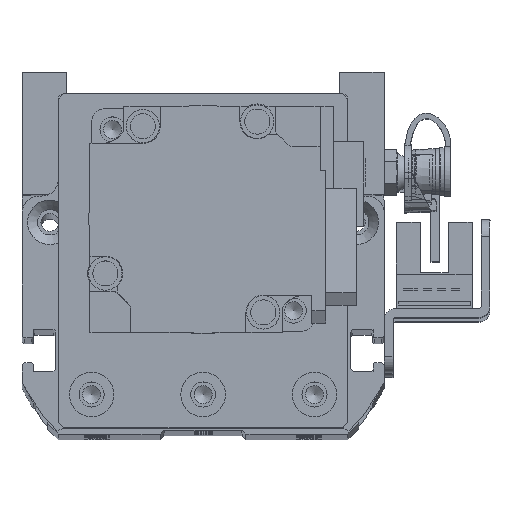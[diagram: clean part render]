
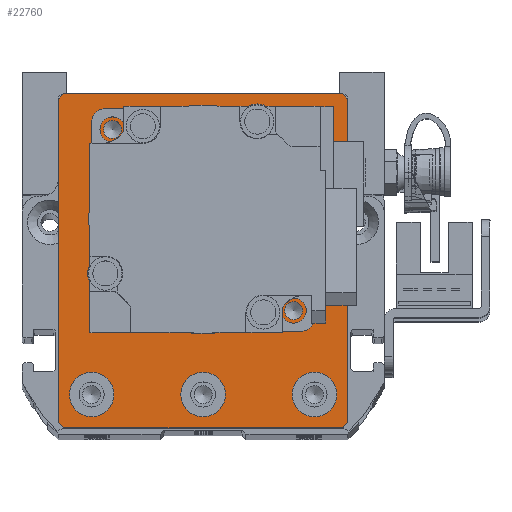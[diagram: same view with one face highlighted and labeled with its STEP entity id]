
A CAD part, top view. The second image highlights one B-rep face of the part: STEP entity #22760.
In plain terms, the highlighted planar face has unit normal (0, 0, 1).
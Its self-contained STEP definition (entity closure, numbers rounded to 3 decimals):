
#1431=FACE_BOUND('',#4659,.T.);
#1432=FACE_BOUND('',#4660,.T.);
#1433=FACE_BOUND('',#4661,.T.);
#1434=FACE_BOUND('',#4662,.T.);
#1435=FACE_BOUND('',#4663,.T.);
#1436=FACE_BOUND('',#4664,.T.);
#1437=FACE_BOUND('',#4665,.T.);
#1438=FACE_BOUND('',#4666,.T.);
#1955=PLANE('',#25399);
#3133=FACE_OUTER_BOUND('',#4658,.T.);
#4658=EDGE_LOOP('',(#20688,#20689,#20690,#20691,#20692,#20693,#20694,#20695));
#4659=EDGE_LOOP('',(#20696));
#4660=EDGE_LOOP('',(#20697));
#4661=EDGE_LOOP('',(#20698));
#4662=EDGE_LOOP('',(#20699));
#4663=EDGE_LOOP('',(#20700));
#4664=EDGE_LOOP('',(#20701));
#4665=EDGE_LOOP('',(#20702));
#4666=EDGE_LOOP('',(#20703));
#6418=LINE('',#40166,#8259);
#6424=LINE('',#40177,#8265);
#6431=LINE('',#40204,#8272);
#6434=LINE('',#40209,#8275);
#6435=LINE('',#40212,#8276);
#6438=LINE('',#40217,#8279);
#6439=LINE('',#40220,#8280);
#6461=LINE('',#40317,#8302);
#8259=VECTOR('',#31514,10.);
#8265=VECTOR('',#31522,10.);
#8272=VECTOR('',#31545,10.);
#8275=VECTOR('',#31550,10.);
#8276=VECTOR('',#31553,10.);
#8279=VECTOR('',#31558,10.);
#8280=VECTOR('',#31561,10.);
#8302=VECTOR('',#31677,10.);
#9496=CIRCLE('',#25362,4.);
#9499=CIRCLE('',#25368,4.);
#9502=CIRCLE('',#25374,4.);
#9504=CIRCLE('',#25379,1.621);
#9506=CIRCLE('',#25383,1.621);
#9508=CIRCLE('',#25387,1.621);
#9510=CIRCLE('',#25391,1.621);
#9513=CIRCLE('',#25397,15.);
#11462=VERTEX_POINT('',#40164);
#11463=VERTEX_POINT('',#40165);
#11467=VERTEX_POINT('',#40175);
#11479=VERTEX_POINT('',#40203);
#11480=VERTEX_POINT('',#40207);
#11481=VERTEX_POINT('',#40211);
#11482=VERTEX_POINT('',#40215);
#11483=VERTEX_POINT('',#40219);
#11490=VERTEX_POINT('',#40242);
#11493=VERTEX_POINT('',#40253);
#11496=VERTEX_POINT('',#40264);
#11499=VERTEX_POINT('',#40275);
#11502=VERTEX_POINT('',#40284);
#11505=VERTEX_POINT('',#40293);
#11508=VERTEX_POINT('',#40302);
#11511=VERTEX_POINT('',#40313);
#14528=EDGE_CURVE('',#11462,#11463,#6418,.T.);
#14534=EDGE_CURVE('',#11462,#11467,#6424,.T.);
#14547=EDGE_CURVE('',#11479,#11467,#6431,.T.);
#14550=EDGE_CURVE('',#11479,#11480,#6434,.T.);
#14551=EDGE_CURVE('',#11481,#11480,#6435,.T.);
#14554=EDGE_CURVE('',#11481,#11482,#6438,.T.);
#14555=EDGE_CURVE('',#11483,#11482,#6439,.T.);
#14565=EDGE_CURVE('',#11490,#11490,#9496,.T.);
#14570=EDGE_CURVE('',#11493,#11493,#9499,.T.);
#14575=EDGE_CURVE('',#11496,#11496,#9502,.T.);
#14580=EDGE_CURVE('',#11499,#11499,#9504,.T.);
#14584=EDGE_CURVE('',#11502,#11502,#9506,.T.);
#14588=EDGE_CURVE('',#11505,#11505,#9508,.T.);
#14592=EDGE_CURVE('',#11508,#11508,#9510,.T.);
#14598=EDGE_CURVE('',#11511,#11511,#9513,.T.);
#14599=EDGE_CURVE('',#11483,#11463,#6461,.T.);
#20688=ORIENTED_EDGE('',*,*,#14528,.F.);
#20689=ORIENTED_EDGE('',*,*,#14534,.T.);
#20690=ORIENTED_EDGE('',*,*,#14547,.F.);
#20691=ORIENTED_EDGE('',*,*,#14550,.T.);
#20692=ORIENTED_EDGE('',*,*,#14551,.F.);
#20693=ORIENTED_EDGE('',*,*,#14554,.T.);
#20694=ORIENTED_EDGE('',*,*,#14555,.F.);
#20695=ORIENTED_EDGE('',*,*,#14599,.T.);
#20696=ORIENTED_EDGE('',*,*,#14565,.T.);
#20697=ORIENTED_EDGE('',*,*,#14570,.T.);
#20698=ORIENTED_EDGE('',*,*,#14575,.T.);
#20699=ORIENTED_EDGE('',*,*,#14580,.T.);
#20700=ORIENTED_EDGE('',*,*,#14584,.T.);
#20701=ORIENTED_EDGE('',*,*,#14588,.T.);
#20702=ORIENTED_EDGE('',*,*,#14592,.T.);
#20703=ORIENTED_EDGE('',*,*,#14598,.T.);
#22760=ADVANCED_FACE('',(#3133,#1431,#1432,#1433,#1434,#1435,#1436,#1437,
#1438),#1955,.T.);
#25362=AXIS2_PLACEMENT_3D('',#40243,#31587,#31588);
#25368=AXIS2_PLACEMENT_3D('',#40254,#31601,#31602);
#25374=AXIS2_PLACEMENT_3D('',#40265,#31615,#31616);
#25379=AXIS2_PLACEMENT_3D('',#40276,#31628,#31629);
#25383=AXIS2_PLACEMENT_3D('',#40285,#31638,#31639);
#25387=AXIS2_PLACEMENT_3D('',#40294,#31648,#31649);
#25391=AXIS2_PLACEMENT_3D('',#40303,#31658,#31659);
#25397=AXIS2_PLACEMENT_3D('',#40315,#31673,#31674);
#25399=AXIS2_PLACEMENT_3D('',#40318,#31678,#31679);
#31514=DIRECTION('',(0.707,0.707,0.));
#31522=DIRECTION('',(0.,-1.,0.));
#31545=DIRECTION('',(-0.707,0.707,0.));
#31550=DIRECTION('',(1.,0.,0.));
#31553=DIRECTION('',(-0.707,-0.707,0.));
#31558=DIRECTION('',(0.,1.,0.));
#31561=DIRECTION('',(0.707,-0.707,0.));
#31587=DIRECTION('center_axis',(0.,0.,-1.));
#31588=DIRECTION('ref_axis',(1.,0.,0.));
#31601=DIRECTION('center_axis',(0.,0.,-1.));
#31602=DIRECTION('ref_axis',(1.,0.,0.));
#31615=DIRECTION('center_axis',(0.,0.,-1.));
#31616=DIRECTION('ref_axis',(1.,0.,0.));
#31628=DIRECTION('center_axis',(0.,0.,-1.));
#31629=DIRECTION('ref_axis',(1.,0.,0.));
#31638=DIRECTION('center_axis',(0.,0.,-1.));
#31639=DIRECTION('ref_axis',(1.,0.,0.));
#31648=DIRECTION('center_axis',(0.,0.,-1.));
#31649=DIRECTION('ref_axis',(1.,0.,0.));
#31658=DIRECTION('center_axis',(0.,0.,-1.));
#31659=DIRECTION('ref_axis',(1.,0.,0.));
#31673=DIRECTION('center_axis',(0.,0.,-1.));
#31674=DIRECTION('ref_axis',(-1.,0.,0.));
#31677=DIRECTION('',(-1.,0.,0.));
#31678=DIRECTION('center_axis',(0.,0.,1.));
#31679=DIRECTION('ref_axis',(1.,0.,0.));
#40164=CARTESIAN_POINT('',(-26.,29.,12.5));
#40165=CARTESIAN_POINT('',(-25.,30.,12.5));
#40166=CARTESIAN_POINT('',(-26.5,28.5,12.5));
#40175=CARTESIAN_POINT('',(-26.,-29.,12.5));
#40177=CARTESIAN_POINT('',(-26.,30.,12.5));
#40203=CARTESIAN_POINT('',(-25.,-30.,12.5));
#40204=CARTESIAN_POINT('',(-26.5,-28.5,12.5));
#40207=CARTESIAN_POINT('',(25.,-30.,12.5));
#40209=CARTESIAN_POINT('',(-26.,-30.,12.5));
#40211=CARTESIAN_POINT('',(26.,-29.,12.5));
#40212=CARTESIAN_POINT('',(26.5,-28.5,12.5));
#40215=CARTESIAN_POINT('',(26.,29.,12.5));
#40217=CARTESIAN_POINT('',(26.,-30.,12.5));
#40219=CARTESIAN_POINT('',(25.,30.,12.5));
#40220=CARTESIAN_POINT('',(26.5,28.5,12.5));
#40242=CARTESIAN_POINT('',(16.,-24.,12.5));
#40243=CARTESIAN_POINT('Origin',(20.,-24.,12.5));
#40253=CARTESIAN_POINT('',(-24.,-24.,12.5));
#40254=CARTESIAN_POINT('Origin',(-20.,-24.,12.5));
#40264=CARTESIAN_POINT('',(-4.,-24.,12.5));
#40265=CARTESIAN_POINT('Origin',(0.,-24.,12.5));
#40275=CARTESIAN_POINT('',(14.642,-8.963,12.5));
#40276=CARTESIAN_POINT('Origin',(16.263,-8.963,12.5));
#40284=CARTESIAN_POINT('',(-17.884,23.563,12.5));
#40285=CARTESIAN_POINT('Origin',(-16.263,23.563,12.5));
#40293=CARTESIAN_POINT('',(14.642,23.563,12.5));
#40294=CARTESIAN_POINT('Origin',(16.263,23.563,12.5));
#40302=CARTESIAN_POINT('',(-17.884,-8.963,12.5));
#40303=CARTESIAN_POINT('Origin',(-16.263,-8.963,12.5));
#40313=CARTESIAN_POINT('',(15.,7.3,12.5));
#40315=CARTESIAN_POINT('Origin',(0.,7.3,12.5));
#40317=CARTESIAN_POINT('',(26.,30.,12.5));
#40318=CARTESIAN_POINT('Origin',(0.,0.,12.5));
